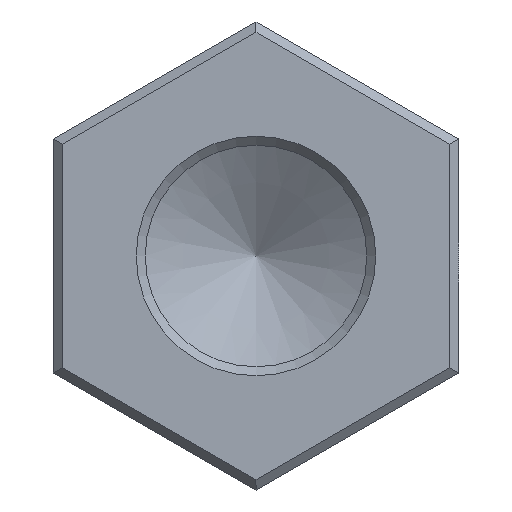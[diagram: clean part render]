
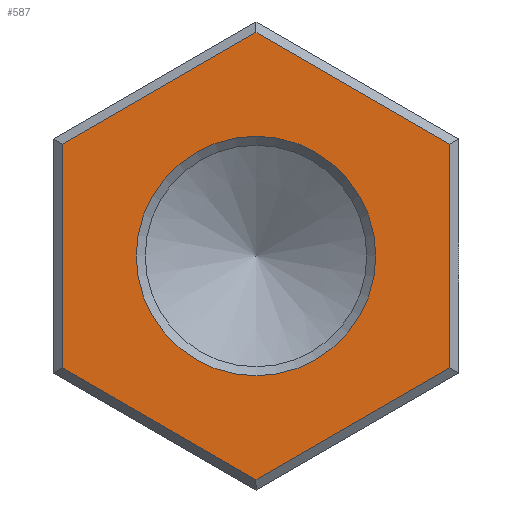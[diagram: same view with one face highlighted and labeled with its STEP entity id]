
A CAD part, front view. The second image highlights one B-rep face of the part: STEP entity #587.
In plain terms, the highlighted planar face has unit normal (0, -1, 0).
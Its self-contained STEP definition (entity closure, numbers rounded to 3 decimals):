
#47=LINE('',#819,#89);
#48=LINE('',#822,#90);
#49=LINE('',#824,#91);
#50=LINE('',#826,#92);
#51=LINE('',#828,#93);
#52=LINE('',#830,#94);
#89=VECTOR('',#700,1000.);
#90=VECTOR('',#701,1000.);
#91=VECTOR('',#702,1000.);
#92=VECTOR('',#703,1000.);
#93=VECTOR('',#704,1000.);
#94=VECTOR('',#705,1000.);
#114=PLANE('',#623);
#163=ORIENTED_EDGE('',*,*,#254,.T.);
#164=ORIENTED_EDGE('',*,*,#255,.T.);
#165=ORIENTED_EDGE('',*,*,#256,.T.);
#166=ORIENTED_EDGE('',*,*,#257,.T.);
#167=ORIENTED_EDGE('',*,*,#258,.T.);
#168=ORIENTED_EDGE('',*,*,#259,.T.);
#169=ORIENTED_EDGE('',*,*,#260,.T.);
#254=EDGE_CURVE('',#297,#297,#311,.F.);
#255=EDGE_CURVE('',#298,#299,#47,.T.);
#256=EDGE_CURVE('',#299,#300,#48,.T.);
#257=EDGE_CURVE('',#300,#301,#49,.T.);
#258=EDGE_CURVE('',#301,#302,#50,.T.);
#259=EDGE_CURVE('',#302,#303,#51,.T.);
#260=EDGE_CURVE('',#303,#298,#52,.T.);
#297=VERTEX_POINT('',#818);
#298=VERTEX_POINT('',#820);
#299=VERTEX_POINT('',#821);
#300=VERTEX_POINT('',#823);
#301=VERTEX_POINT('',#825);
#302=VERTEX_POINT('',#827);
#303=VERTEX_POINT('',#829);
#311=CIRCLE('',#624,1.33);
#326=EDGE_LOOP('',(#163));
#327=EDGE_LOOP('',(#164,#165,#166,#167,#168,#169));
#360=FACE_BOUND('',#326,.T.);
#361=FACE_BOUND('',#327,.T.);
#587=ADVANCED_FACE('',(#360,#361),#114,.T.);
#623=AXIS2_PLACEMENT_3D('',#816,#696,#697);
#624=AXIS2_PLACEMENT_3D('',#817,#698,#699);
#696=DIRECTION('',(0.,-1.,0.));
#697=DIRECTION('',(0.,0.,-1.));
#698=DIRECTION('',(0.,-1.,0.));
#699=DIRECTION('',(0.,0.,-1.));
#700=DIRECTION('',(0.866,0.,-0.5));
#701=DIRECTION('',(0.866,0.,0.5));
#702=DIRECTION('',(0.,0.,1.));
#703=DIRECTION('',(-0.866,0.,0.5));
#704=DIRECTION('',(-0.866,0.,-0.5));
#705=DIRECTION('',(0.,0.,-1.));
#816=CARTESIAN_POINT('',(0.,0.,0.));
#817=CARTESIAN_POINT('',(0.,0.,0.));
#818=CARTESIAN_POINT('',(0.,0.,-1.33));
#819=CARTESIAN_POINT('',(-1.075,0.,-1.862));
#820=CARTESIAN_POINT('',(-2.15,0.,-1.241));
#821=CARTESIAN_POINT('',(0.,0.,-2.483));
#822=CARTESIAN_POINT('',(1.075,0.,-1.862));
#823=CARTESIAN_POINT('',(2.15,0.,-1.241));
#824=CARTESIAN_POINT('',(2.15,0.,0.));
#825=CARTESIAN_POINT('',(2.15,0.,1.241));
#826=CARTESIAN_POINT('',(1.075,0.,1.862));
#827=CARTESIAN_POINT('',(0.,0.,2.483));
#828=CARTESIAN_POINT('',(-1.075,0.,1.862));
#829=CARTESIAN_POINT('',(-2.15,0.,1.241));
#830=CARTESIAN_POINT('',(-2.15,0.,0.));
